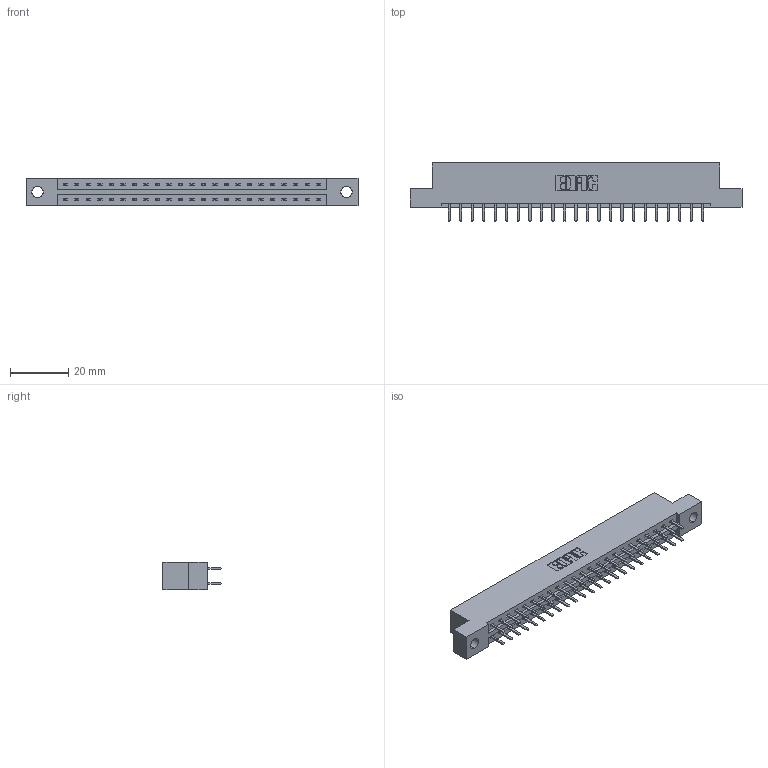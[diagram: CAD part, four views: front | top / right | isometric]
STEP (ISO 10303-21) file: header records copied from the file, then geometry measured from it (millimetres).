
FILE_DESCRIPTION (( 'STEP AP203' ), '1' );
FILE_NAME ('387-046-520-204.STEP', '2018-09-20T03:18:13', ( '' ), ( '' ), 'SwSTEP 2.0', 'SolidWorks 2016', '' );
FILE_SCHEMA (( 'CONFIG_CONTROL_DESIGN' ));
Length unit declared in the file: inch
Products named in the file (3): 337 Part_Flush Mounting Lugs - 0.156 Dia-TH; 345-292-001_345-293-120; 387-046-520-204
Assembly tree (47 placements, depth 2):
  387-046-520-204
    337 Part_Flush Mounting Lugs - 0.156 Dia-TH
    345-292-001_345-293-120  x46
Bounding box: 114.15 x 20.02 x 9.4 mm (x, y, z)
Volume: 11668.8 mm3; surface area: 12746.7 mm2
Topology: 47 solids, 47 shells, 2782 faces, 8085 edges, 5266 vertices
Faces by surface type: plane 1910, cylinder 872
Entity records: 20407 total; most frequent: CARTESIAN_POINT 3466, ORIENTED_EDGE 3390, DIRECTION 2971, EDGE_CURVE 1695, LINE 1563, VECTOR 1563, VERTEX_POINT 1126, AXIS2_PLACEMENT_3D 704
